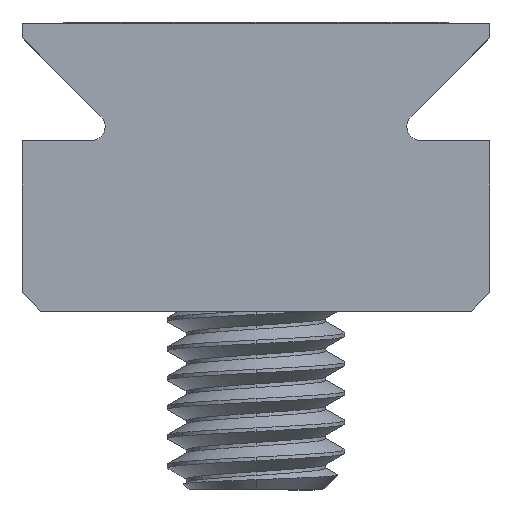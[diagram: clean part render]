
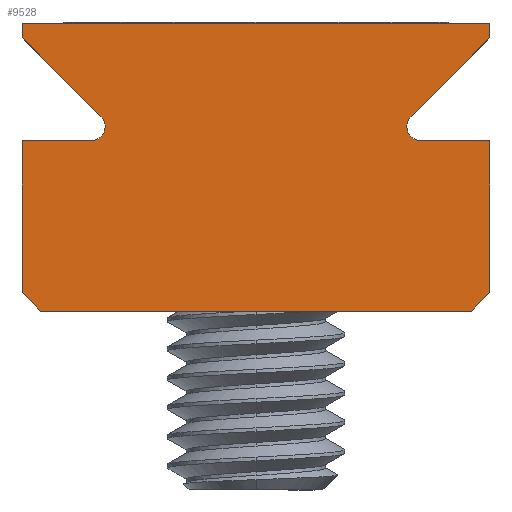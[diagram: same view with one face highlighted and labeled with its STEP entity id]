
A CAD part, left-side view. The second image highlights one B-rep face of the part: STEP entity #9528.
In plain terms, the highlighted face is planar.
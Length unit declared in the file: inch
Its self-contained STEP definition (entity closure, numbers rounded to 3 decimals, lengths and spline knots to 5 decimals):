
#82 = EDGE_CURVE ( 'NONE', #1115, #8038, #6267, .T. ) ;
#280 = CARTESIAN_POINT ( 'NONE',  ( 1.944, -0.25, 0.125 ) ) ;
#419 = ORIENTED_EDGE ( 'NONE', *, *, #8995, .F. ) ;
#464 = DIRECTION ( 'NONE',  ( 0., 0., -1. ) ) ;
#472 = VECTOR ( 'NONE', #3394, 39.37008 ) ;
#538 = VECTOR ( 'NONE', #9119, 39.37008 ) ;
#539 = EDGE_CURVE ( 'NONE', #5744, #1115, #4636, .T. ) ;
#575 = CARTESIAN_POINT ( 'NONE',  ( 1.944, -0.25, -0.16231 ) ) ;
#748 = VECTOR ( 'NONE', #9121, 39.37008 ) ;
#810 = EDGE_CURVE ( 'NONE', #5667, #2789, #9853, .T. ) ;
#878 = CARTESIAN_POINT ( 'NONE',  ( 1.944, -0.23031, -0.182 ) ) ;
#883 = CARTESIAN_POINT ( 'NONE',  ( 1.944, -0.25, 0.11 ) ) ;
#946 = LINE ( 'NONE', #3068, #3035 ) ;
#1004 = LINE ( 'NONE', #3575, #748 ) ;
#1115 = VERTEX_POINT ( 'NONE', #7442 ) ;
#1195 = EDGE_CURVE ( 'NONE', #2731, #6405, #4482, .T. ) ;
#1321 = EDGE_CURVE ( 'NONE', #2731, #8530, #9844, .T. ) ;
#1337 = CARTESIAN_POINT ( 'NONE',  ( 1.944, 0.17621, 0.015 ) ) ;
#1377 = CARTESIAN_POINT ( 'NONE',  ( 1.944, 0.25, 0.125 ) ) ;
#1469 = ORIENTED_EDGE ( 'NONE', *, *, #4804, .F. ) ;
#1475 = VECTOR ( 'NONE', #1873, 39.37008 ) ;
#1501 = ORIENTED_EDGE ( 'NONE', *, *, #6437, .F. ) ;
#1515 = DIRECTION ( 'NONE',  ( -1., 0., 0. ) ) ;
#1567 = EDGE_LOOP ( 'NONE', ( #5458, #1469, #7092, #8484, #9670, #6893, #419, #4444, #1999, #8486, #3087, #2839, #1501, #4715 ) ) ;
#1669 = CARTESIAN_POINT ( 'NONE',  ( 1.944, 0.25, 0.11 ) ) ;
#1718 = VERTEX_POINT ( 'NONE', #878 ) ;
#1873 = DIRECTION ( 'NONE',  ( 0., 1., 0. ) ) ;
#1999 = ORIENTED_EDGE ( 'NONE', *, *, #1321, .T. ) ;
#2027 = CARTESIAN_POINT ( 'NONE',  ( 1.944, -0.17621, 0.015 ) ) ;
#2158 = DIRECTION ( 'NONE',  ( 0., 0., -1. ) ) ;
#2420 = VECTOR ( 'NONE', #3746, 39.37008 ) ;
#2521 = CARTESIAN_POINT ( 'NONE',  ( 1.944, -0.23031, -0.182 ) ) ;
#2556 = CARTESIAN_POINT ( 'NONE',  ( 1.944, -0.25, 0. ) ) ;
#2725 = VERTEX_POINT ( 'NONE', #6741 ) ;
#2731 = VERTEX_POINT ( 'NONE', #7572 ) ;
#2789 = VERTEX_POINT ( 'NONE', #9220 ) ;
#2801 = EDGE_CURVE ( 'NONE', #4655, #8038, #8150, .T. ) ;
#2839 = ORIENTED_EDGE ( 'NONE', *, *, #7451, .F. ) ;
#3035 = VECTOR ( 'NONE', #4632, 39.37008 ) ;
#3068 = CARTESIAN_POINT ( 'NONE',  ( 1.944, 0.14, 0. ) ) ;
#3087 = ORIENTED_EDGE ( 'NONE', *, *, #6203, .F. ) ;
#3125 = CARTESIAN_POINT ( 'NONE',  ( 1.944, -0.14, 0. ) ) ;
#3216 = VERTEX_POINT ( 'NONE', #575 ) ;
#3261 = LINE ( 'NONE', #2521, #7606 ) ;
#3383 = LINE ( 'NONE', #10076, #5447 ) ;
#3394 = DIRECTION ( 'NONE',  ( 0., 0., -1. ) ) ;
#3428 = CARTESIAN_POINT ( 'NONE',  ( 1.944, 0.25, 0.125 ) ) ;
#3575 = CARTESIAN_POINT ( 'NONE',  ( 1.944, -0.25, -0.16231 ) ) ;
#3603 = PLANE ( 'NONE',  #5699 ) ;
#3634 = CARTESIAN_POINT ( 'NONE',  ( 1.944, 0.25, 0. ) ) ;
#3746 = DIRECTION ( 'NONE',  ( 0., -0.707, 0.707 ) ) ;
#3824 = LINE ( 'NONE', #280, #1475 ) ;
#3922 = VECTOR ( 'NONE', #6384, 39.37008 ) ;
#4444 = ORIENTED_EDGE ( 'NONE', *, *, #1195, .F. ) ;
#4482 = LINE ( 'NONE', #3125, #2420 ) ;
#4523 = DIRECTION ( 'NONE',  ( 0., -0.707, -0.707 ) ) ;
#4632 = DIRECTION ( 'NONE',  ( 0., 1., 0. ) ) ;
#4636 = LINE ( 'NONE', #3428, #472 ) ;
#4655 = VERTEX_POINT ( 'NONE', #4875 ) ;
#4683 = EDGE_CURVE ( 'NONE', #8167, #8530, #7983, .T. ) ;
#4715 = ORIENTED_EDGE ( 'NONE', *, *, #8546, .F. ) ;
#4804 = EDGE_CURVE ( 'NONE', #4655, #5667, #946, .T. ) ;
#4875 = CARTESIAN_POINT ( 'NONE',  ( 1.944, 0.17621, 0. ) ) ;
#4907 = DIRECTION ( 'NONE',  ( 0., 1., 0. ) ) ;
#5129 = CARTESIAN_POINT ( 'NONE',  ( 1.944, 0.16561, 0.02561 ) ) ;
#5447 = VECTOR ( 'NONE', #4523, 39.37008 ) ;
#5458 = ORIENTED_EDGE ( 'NONE', *, *, #810, .F. ) ;
#5667 = VERTEX_POINT ( 'NONE', #3634 ) ;
#5699 = AXIS2_PLACEMENT_3D ( 'NONE', #9927, #7536, #464 ) ;
#5744 = VERTEX_POINT ( 'NONE', #1377 ) ;
#5883 = VECTOR ( 'NONE', #4907, 39.37008 ) ;
#5944 = FACE_OUTER_BOUND ( 'NONE', #1567, .T. ) ;
#5952 = VECTOR ( 'NONE', #8352, 39.37008 ) ;
#6108 = AXIS2_PLACEMENT_3D ( 'NONE', #1337, #6863, #2158 ) ;
#6203 = EDGE_CURVE ( 'NONE', #3216, #8167, #8975, .T. ) ;
#6267 = LINE ( 'NONE', #1669, #3922 ) ;
#6384 = DIRECTION ( 'NONE',  ( 0., -0.707, -0.707 ) ) ;
#6405 = VERTEX_POINT ( 'NONE', #883 ) ;
#6437 = EDGE_CURVE ( 'NONE', #9860, #1718, #3261, .T. ) ;
#6695 = CARTESIAN_POINT ( 'NONE',  ( 1.944, -0.25, 0. ) ) ;
#6741 = CARTESIAN_POINT ( 'NONE',  ( 1.944, -0.25, 0.125 ) ) ;
#6863 = DIRECTION ( 'NONE',  ( -1., 0., 0. ) ) ;
#6872 = CARTESIAN_POINT ( 'NONE',  ( 1.944, -0.17621, 0. ) ) ;
#6893 = ORIENTED_EDGE ( 'NONE', *, *, #7902, .F. ) ;
#7092 = ORIENTED_EDGE ( 'NONE', *, *, #2801, .T. ) ;
#7098 = CARTESIAN_POINT ( 'NONE',  ( 1.944, 0.25, 0. ) ) ;
#7168 = DIRECTION ( 'NONE',  ( 0., 0., -1. ) ) ;
#7276 = DIRECTION ( 'NONE',  ( 0., -1., 0. ) ) ;
#7442 = CARTESIAN_POINT ( 'NONE',  ( 1.944, 0.25, 0.11 ) ) ;
#7451 = EDGE_CURVE ( 'NONE', #1718, #3216, #1004, .T. ) ;
#7536 = DIRECTION ( 'NONE',  ( 1., 0., 0. ) ) ;
#7572 = CARTESIAN_POINT ( 'NONE',  ( 1.944, -0.16561, 0.02561 ) ) ;
#7606 = VECTOR ( 'NONE', #7276, 39.37008 ) ;
#7681 = CARTESIAN_POINT ( 'NONE',  ( 1.944, -0.25, 0. ) ) ;
#7729 = VECTOR ( 'NONE', #9004, 39.37008 ) ;
#7902 = EDGE_CURVE ( 'NONE', #2725, #5744, #3824, .T. ) ;
#7983 = LINE ( 'NONE', #2556, #5883 ) ;
#8038 = VERTEX_POINT ( 'NONE', #5129 ) ;
#8074 = LINE ( 'NONE', #9906, #5952 ) ;
#8120 = CARTESIAN_POINT ( 'NONE',  ( 1.944, 0.23031, -0.182 ) ) ;
#8150 = CIRCLE ( 'NONE', #6108, 0.015 ) ;
#8167 = VERTEX_POINT ( 'NONE', #7681 ) ;
#8352 = DIRECTION ( 'NONE',  ( 0., 0., 1. ) ) ;
#8484 = ORIENTED_EDGE ( 'NONE', *, *, #82, .F. ) ;
#8486 = ORIENTED_EDGE ( 'NONE', *, *, #4683, .F. ) ;
#8530 = VERTEX_POINT ( 'NONE', #6872 ) ;
#8546 = EDGE_CURVE ( 'NONE', #2789, #9860, #3383, .T. ) ;
#8975 = LINE ( 'NONE', #6695, #538 ) ;
#8995 = EDGE_CURVE ( 'NONE', #6405, #2725, #8074, .T. ) ;
#9004 = DIRECTION ( 'NONE',  ( 0., 0., -1. ) ) ;
#9080 = AXIS2_PLACEMENT_3D ( 'NONE', #2027, #1515, #7168 ) ;
#9119 = DIRECTION ( 'NONE',  ( 0., 0., 1. ) ) ;
#9121 = DIRECTION ( 'NONE',  ( 0., -0.707, 0.707 ) ) ;
#9220 = CARTESIAN_POINT ( 'NONE',  ( 1.944, 0.25, -0.16231 ) ) ;
#9528 = ADVANCED_FACE ( 'NONE', ( #5944 ), #3603, .T. ) ;
#9670 = ORIENTED_EDGE ( 'NONE', *, *, #539, .F. ) ;
#9844 = CIRCLE ( 'NONE', #9080, 0.015 ) ;
#9853 = LINE ( 'NONE', #7098, #7729 ) ;
#9860 = VERTEX_POINT ( 'NONE', #8120 ) ;
#9906 = CARTESIAN_POINT ( 'NONE',  ( 1.944, -0.25, 0.11 ) ) ;
#9927 = CARTESIAN_POINT ( 'NONE',  ( 1.944, 0., 0. ) ) ;
#10076 = CARTESIAN_POINT ( 'NONE',  ( 1.944, 0.23031, -0.182 ) ) ;
